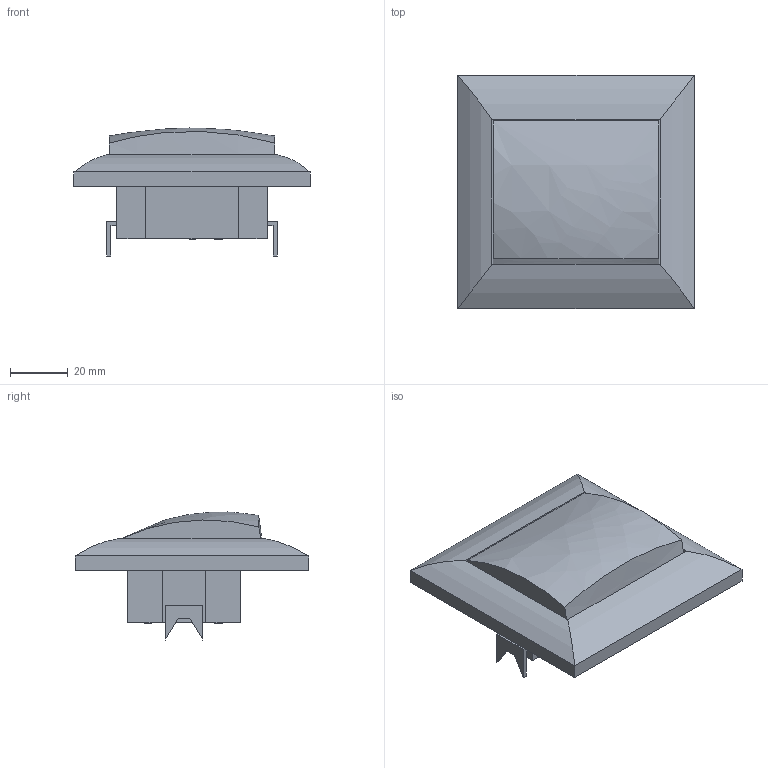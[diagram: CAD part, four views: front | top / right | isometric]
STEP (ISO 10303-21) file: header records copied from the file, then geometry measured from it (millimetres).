
FILE_DESCRIPTION (( 'STEP AP214' ), '1' );
FILE_NAME ('EVK12-K33-10-DM ÂÑï10-1-0-ÊÁ Âûêëþ÷àòåëü 1êë ïðîõîä. 10À ÊÂÀÐÒÀ (êðåìîâûé).STEP', '2016-11-24T06:07:27', ( '' ), ( '' ), 'SwSTEP 2.0', 'SolidWorks 2014', '' );
FILE_SCHEMA (( 'AUTOMOTIVE_DESIGN' ));
Length unit declared in the file: millimetre
Products named in the file (1): EVK12-K33-10-DM ÂÑï10-1-0-ÊÁ Âûêëþ÷àòåëü 1êë ïðîõîä. 10À ÊÂÀÐÒÀ (êðåìîâûé)
Bounding box: 81.5 x 80.5 x 44.16 mm (x, y, z)
Volume: 94563.2 mm3; surface area: 29024.5 mm2
Topology: 1 solids, 1 shells, 170 faces, 444 edges, 294 vertices
Faces by surface type: plane 93, bspline 47, cylinder 30
Full cylindrical faces by diameter (mm): 2.5 x6, 4 x4
Entity records: 6234 total; most frequent: CARTESIAN_POINT 2272, ORIENTED_EDGE 868, DIRECTION 656, EDGE_CURVE 434, VERTEX_POINT 294, LINE 284, VECTOR 284, EDGE_LOOP 214
